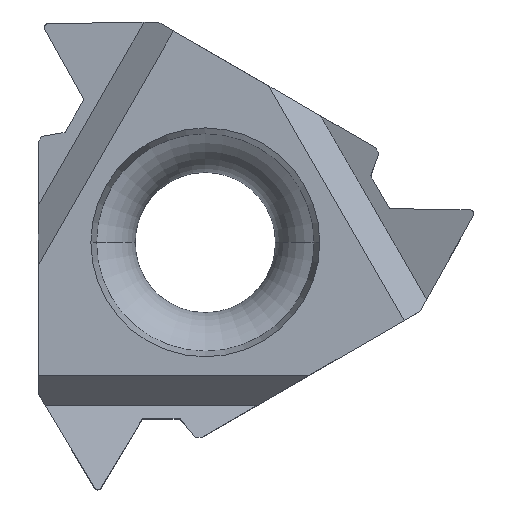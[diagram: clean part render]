
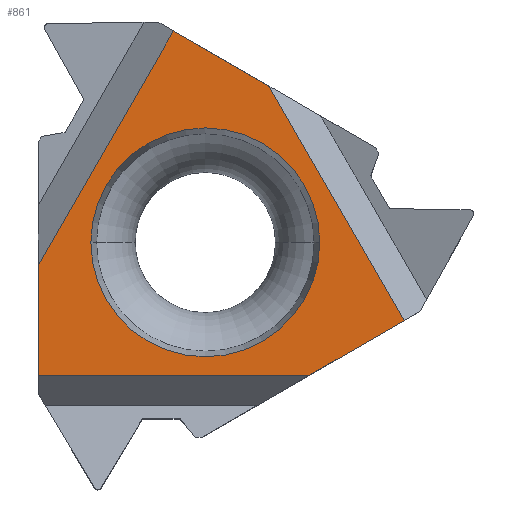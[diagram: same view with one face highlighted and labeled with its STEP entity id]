
A CAD part, top view. The second image highlights one B-rep face of the part: STEP entity #861.
In plain terms, the highlighted planar face has unit normal (0, 0, 1).
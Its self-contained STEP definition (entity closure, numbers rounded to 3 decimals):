
#18=DIRECTION('',(0.5,-0.866,0.));
#19=VECTOR('',#18,7.713);
#20=CARTESIAN_POINT('',(1.812,4.453,0.));
#21=LINE('',#20,#19);
#26=DIRECTION('',(-0.866,-0.5,0.));
#27=VECTOR('',#26,3.139);
#28=CARTESIAN_POINT('',(5.669,-2.227,
0.));
#29=LINE('',#28,#27);
#33=DIRECTION('',(0.5,0.866,0.));
#34=VECTOR('',#33,7.713);
#35=CARTESIAN_POINT('',(-4.763,-0.657,0.));
#36=LINE('',#35,#34);
#40=DIRECTION('',(0.866,-0.5,0.));
#41=VECTOR('',#40,3.139);
#42=CARTESIAN_POINT('',(-0.906,6.022,
0.));
#43=LINE('',#42,#41);
#47=CARTESIAN_POINT('',(0.,0.,0.));
#48=DIRECTION('',(0.,0.,1.));
#49=DIRECTION('',(1.,0.,0.));
#50=AXIS2_PLACEMENT_3D('',#47,#48,#49);
#55=CARTESIAN_POINT('',(0.,0.,0.));
#56=DIRECTION('',(0.,0.,1.));
#57=DIRECTION('',(-1.,0.,0.));
#58=AXIS2_PLACEMENT_3D('',#55,#56,#57);
#133=DIRECTION('',(0.,-1.,0.));
#134=VECTOR('',#133,3.139);
#135=CARTESIAN_POINT('',(-4.763,-0.657,0.));
#136=LINE('',#135,#134);
#154=DIRECTION('',(1.,0.,0.));
#155=VECTOR('',#154,7.713);
#156=CARTESIAN_POINT('',(-4.763,-3.796,0.));
#157=LINE('',#156,#155);
#715=CARTESIAN_POINT('',(1.812,4.453,
0.));
#716=CARTESIAN_POINT('',(5.669,-2.227,
0.));
#717=VERTEX_POINT('',#715);
#718=VERTEX_POINT('',#716);
#719=CARTESIAN_POINT('',(2.95,-3.796,0.));
#720=VERTEX_POINT('',#719);
#721=CARTESIAN_POINT('',(-4.763,-3.796,0.));
#722=VERTEX_POINT('',#721);
#723=CARTESIAN_POINT('',(-4.763,-0.657,0.));
#724=VERTEX_POINT('',#723);
#725=CARTESIAN_POINT('',(-0.906,6.022,
0.));
#726=VERTEX_POINT('',#725);
#727=CARTESIAN_POINT('',(3.261,0.,0.));
#728=CARTESIAN_POINT('',(-3.261,0.,0.));
#729=VERTEX_POINT('',#727);
#730=VERTEX_POINT('',#728);
#836=CARTESIAN_POINT('',(0.,0.,0.));
#837=DIRECTION('',(0.,0.,1.));
#838=DIRECTION('',(-1.,0.,0.));
#839=AXIS2_PLACEMENT_3D('',#836,#837,#838);
#840=PLANE('',#839);
#842=ORIENTED_EDGE('',*,*,#841,.T.);
#844=ORIENTED_EDGE('',*,*,#843,.T.);
#846=ORIENTED_EDGE('',*,*,#845,.F.);
#848=ORIENTED_EDGE('',*,*,#847,.F.);
#850=ORIENTED_EDGE('',*,*,#849,.T.);
#852=ORIENTED_EDGE('',*,*,#851,.T.);
#853=EDGE_LOOP('',(#842,#844,#846,#848,#850,#852));
#854=FACE_OUTER_BOUND('',#853,.F.);
#856=ORIENTED_EDGE('',*,*,#855,.T.);
#858=ORIENTED_EDGE('',*,*,#857,.T.);
#859=EDGE_LOOP('',(#856,#858));
#860=FACE_BOUND('',#859,.F.);
#51=CIRCLE('',#50,3.261);
#59=CIRCLE('',#58,3.261);
#841=EDGE_CURVE('',#717,#718,#21,.T.);
#843=EDGE_CURVE('',#718,#720,#29,.T.);
#845=EDGE_CURVE('',#722,#720,#157,.T.);
#847=EDGE_CURVE('',#724,#722,#136,.T.);
#849=EDGE_CURVE('',#724,#726,#36,.T.);
#851=EDGE_CURVE('',#726,#717,#43,.T.);
#855=EDGE_CURVE('',#729,#730,#51,.T.);
#857=EDGE_CURVE('',#730,#729,#59,.T.);
#861=ADVANCED_FACE('',(#854,#860),#840,.T.);
